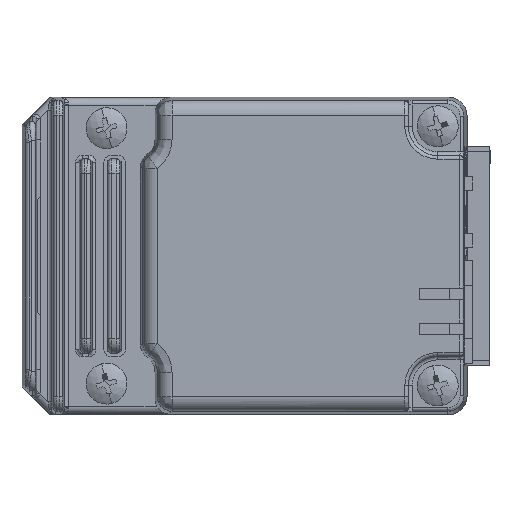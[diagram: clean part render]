
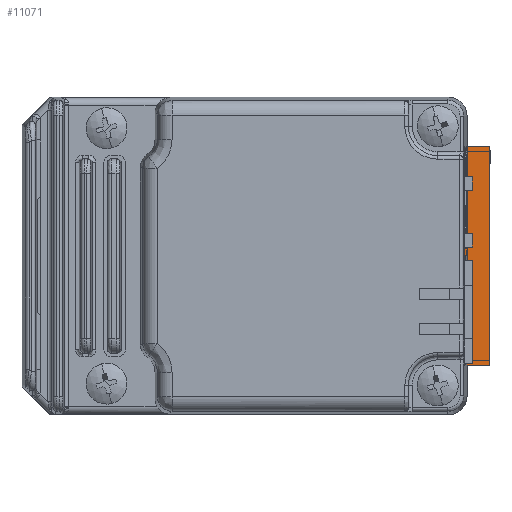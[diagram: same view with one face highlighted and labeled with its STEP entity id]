
A CAD part, front view. The second image highlights one B-rep face of the part: STEP entity #11071.
In plain terms, the highlighted planar face has unit normal (0, -1, 0).
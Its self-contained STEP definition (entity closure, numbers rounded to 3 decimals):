
#90 = VECTOR ( 'NONE', #6441, 1000. ) ;
#317 = LINE ( 'NONE', #16517, #14372 ) ;
#422 = EDGE_CURVE ( 'NONE', #13036, #3421, #2660, .T. ) ;
#599 = ORIENTED_EDGE ( 'NONE', *, *, #10943, .F. ) ;
#633 = ORIENTED_EDGE ( 'NONE', *, *, #2885, .F. ) ;
#718 = VERTEX_POINT ( 'NONE', #1201 ) ;
#1028 = DIRECTION ( 'NONE',  ( 0., 0., -1. ) ) ;
#1156 = CARTESIAN_POINT ( 'NONE',  ( 46.069, -73.208, 68.3 ) ) ;
#1201 = CARTESIAN_POINT ( 'NONE',  ( 46.069, -73.208, 39.5 ) ) ;
#1458 = VERTEX_POINT ( 'NONE', #4821 ) ;
#1658 = LINE ( 'NONE', #15739, #15097 ) ;
#2291 = LINE ( 'NONE', #14007, #13085 ) ;
#2452 = EDGE_CURVE ( 'NONE', #7050, #13441, #317, .T. ) ;
#2660 = LINE ( 'NONE', #15572, #16094 ) ;
#2713 = VERTEX_POINT ( 'NONE', #10938 ) ;
#2744 = VERTEX_POINT ( 'NONE', #3051 ) ;
#2837 = VECTOR ( 'NONE', #4765, 1000. ) ;
#2885 = EDGE_CURVE ( 'NONE', #1458, #718, #2291, .T. ) ;
#2979 = ORIENTED_EDGE ( 'NONE', *, *, #13598, .F. ) ;
#3051 = CARTESIAN_POINT ( 'NONE',  ( 36.469, -73.208, 68.3 ) ) ;
#3421 = VERTEX_POINT ( 'NONE', #4785 ) ;
#3913 = CARTESIAN_POINT ( 'NONE',  ( 36.469, -73.208, 40.7 ) ) ;
#4765 = DIRECTION ( 'NONE',  ( 0., 0., -1. ) ) ;
#4785 = CARTESIAN_POINT ( 'NONE',  ( 36.469, -73.208, 40.7 ) ) ;
#4821 = CARTESIAN_POINT ( 'NONE',  ( 46.069, -73.208, 69.5 ) ) ;
#4842 = CARTESIAN_POINT ( 'NONE',  ( 33.369, -73.208, 40.7 ) ) ;
#5081 = ORIENTED_EDGE ( 'NONE', *, *, #11172, .F. ) ;
#6021 = EDGE_LOOP ( 'NONE', ( #2979, #633, #599, #13369, #5081, #6483, #14423, #11646 ) ) ;
#6030 = DIRECTION ( 'NONE',  ( 0., 0., -1. ) ) ;
#6143 = PLANE ( 'NONE',  #12018 ) ;
#6256 = CARTESIAN_POINT ( 'NONE',  ( 46.069, -73.208, 69.5 ) ) ;
#6306 = LINE ( 'NONE', #7381, #2837 ) ;
#6373 = CARTESIAN_POINT ( 'NONE',  ( 33.369, -73.208, 69.5 ) ) ;
#6441 = DIRECTION ( 'NONE',  ( 0., 0., 1. ) ) ;
#6483 = ORIENTED_EDGE ( 'NONE', *, *, #12187, .F. ) ;
#7050 = VERTEX_POINT ( 'NONE', #6373 ) ;
#7381 = CARTESIAN_POINT ( 'NONE',  ( 33.369, -73.208, 69.5 ) ) ;
#8109 = LINE ( 'NONE', #9875, #15035 ) ;
#8240 = DIRECTION ( 'NONE',  ( -1., 0., 0. ) ) ;
#9032 = LINE ( 'NONE', #3913, #90 ) ;
#9336 = FACE_OUTER_BOUND ( 'NONE', #6021, .T. ) ;
#9875 = CARTESIAN_POINT ( 'NONE',  ( 46.069, -73.208, 69.5 ) ) ;
#10938 = CARTESIAN_POINT ( 'NONE',  ( 33.369, -73.208, 39.5 ) ) ;
#10943 = EDGE_CURVE ( 'NONE', #7050, #1458, #8109, .T. ) ;
#11071 = ADVANCED_FACE ( 'NONE', ( #9336 ), #6143, .F. ) ;
#11172 = EDGE_CURVE ( 'NONE', #2744, #13441, #12398, .T. ) ;
#11243 = DIRECTION ( 'NONE',  ( 0., 1., 0. ) ) ;
#11580 = DIRECTION ( 'NONE',  ( 1., 0., 0. ) ) ;
#11646 = ORIENTED_EDGE ( 'NONE', *, *, #15421, .T. ) ;
#11760 = VECTOR ( 'NONE', #16839, 1000. ) ;
#12018 = AXIS2_PLACEMENT_3D ( 'NONE', #6256, #11243, #13853 ) ;
#12187 = EDGE_CURVE ( 'NONE', #3421, #2744, #9032, .T. ) ;
#12384 = DIRECTION ( 'NONE',  ( 1., 0., 0. ) ) ;
#12398 = LINE ( 'NONE', #1156, #11760 ) ;
#13036 = VERTEX_POINT ( 'NONE', #4842 ) ;
#13085 = VECTOR ( 'NONE', #1028, 1000. ) ;
#13369 = ORIENTED_EDGE ( 'NONE', *, *, #2452, .T. ) ;
#13441 = VERTEX_POINT ( 'NONE', #13574 ) ;
#13574 = CARTESIAN_POINT ( 'NONE',  ( 33.369, -73.208, 68.3 ) ) ;
#13598 = EDGE_CURVE ( 'NONE', #718, #2713, #1658, .T. ) ;
#13853 = DIRECTION ( 'NONE',  ( 0., 0., 1. ) ) ;
#14007 = CARTESIAN_POINT ( 'NONE',  ( 46.069, -73.208, 69.5 ) ) ;
#14372 = VECTOR ( 'NONE', #6030, 1000. ) ;
#14423 = ORIENTED_EDGE ( 'NONE', *, *, #422, .F. ) ;
#15035 = VECTOR ( 'NONE', #12384, 1000. ) ;
#15097 = VECTOR ( 'NONE', #8240, 1000. ) ;
#15421 = EDGE_CURVE ( 'NONE', #13036, #2713, #6306, .T. ) ;
#15572 = CARTESIAN_POINT ( 'NONE',  ( 46.069, -73.208, 40.7 ) ) ;
#15739 = CARTESIAN_POINT ( 'NONE',  ( 46.069, -73.208, 39.5 ) ) ;
#16094 = VECTOR ( 'NONE', #11580, 1000. ) ;
#16517 = CARTESIAN_POINT ( 'NONE',  ( 33.369, -73.208, 69.5 ) ) ;
#16839 = DIRECTION ( 'NONE',  ( -1., 0., 0. ) ) ;
